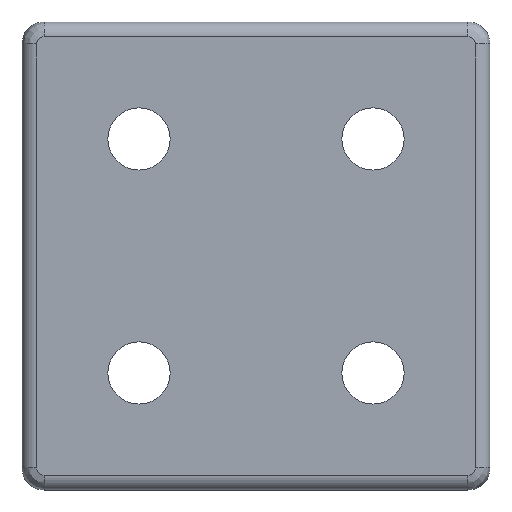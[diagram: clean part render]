
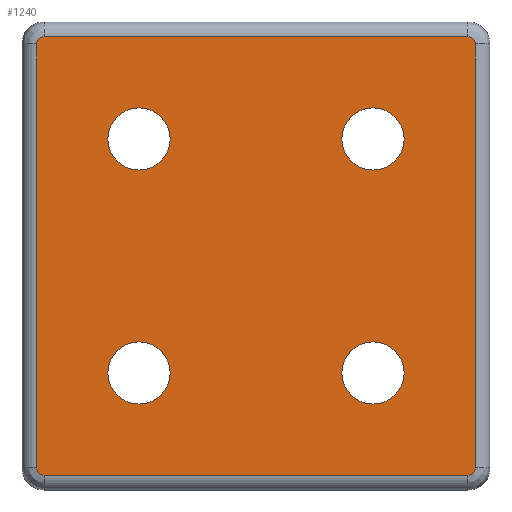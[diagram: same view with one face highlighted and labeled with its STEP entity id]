
A CAD part, top view. The second image highlights one B-rep face of the part: STEP entity #1240.
In plain terms, the highlighted planar face has unit normal (0, 0, 1).
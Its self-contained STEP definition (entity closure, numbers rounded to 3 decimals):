
#130=CARTESIAN_POINT('',(0.5,0.367,0.125));
#131=VERTEX_POINT('',#130);
#140=CARTESIAN_POINT('',(0.5,0.633,0.125));
#141=VERTEX_POINT('',#140);
#142=CARTESIAN_POINT('',(0.5,0.5,0.125));
#143=DIRECTION('',(0.0,0.0,-1.0));
#144=DIRECTION('',(0.0,-1.0,0.0));
#145=AXIS2_PLACEMENT_3D('',#142,#143,#144);
#146=CIRCLE('',#145,0.133);
#147=EDGE_CURVE('',#141,#131,#146,.T.);
#193=CARTESIAN_POINT('',(-0.5,0.367,0.125));
#194=VERTEX_POINT('',#193);
#203=CARTESIAN_POINT('',(-0.5,0.633,0.125));
#204=VERTEX_POINT('',#203);
#205=CARTESIAN_POINT('',(-0.5,0.5,0.125));
#206=DIRECTION('',(0.0,0.0,1.0));
#207=DIRECTION('',(0.0,-1.0,0.0));
#208=AXIS2_PLACEMENT_3D('',#205,#206,#207);
#209=CIRCLE('',#208,0.133);
#210=EDGE_CURVE('',#194,#204,#209,.T.);
#256=CARTESIAN_POINT('',(0.5,1.633,0.125));
#257=VERTEX_POINT('',#256);
#266=CARTESIAN_POINT('',(0.5,1.367,0.125));
#267=VERTEX_POINT('',#266);
#268=CARTESIAN_POINT('',(0.5,1.5,0.125));
#269=DIRECTION('',(0.0,0.0,1.0));
#270=DIRECTION('',(0.0,1.0,0.0));
#271=AXIS2_PLACEMENT_3D('',#268,#269,#270);
#272=CIRCLE('',#271,0.133);
#273=EDGE_CURVE('',#257,#267,#272,.T.);
#298=CARTESIAN_POINT('',(-0.5,1.633,0.125));
#299=VERTEX_POINT('',#298);
#308=CARTESIAN_POINT('',(-0.5,1.367,0.125));
#309=VERTEX_POINT('',#308);
#310=CARTESIAN_POINT('',(-0.5,1.5,0.125));
#311=DIRECTION('',(0.0,0.0,-1.0));
#312=DIRECTION('',(0.0,1.0,0.0));
#313=AXIS2_PLACEMENT_3D('',#310,#311,#312);
#314=CIRCLE('',#313,0.133);
#315=EDGE_CURVE('',#309,#299,#314,.T.);
#349=CARTESIAN_POINT('',(-0.5,1.5,0.125));
#350=DIRECTION('',(0.0,0.0,-1.0));
#351=DIRECTION('',(0.0,1.0,0.0));
#352=AXIS2_PLACEMENT_3D('',#349,#350,#351);
#353=CIRCLE('',#352,0.133);
#354=EDGE_CURVE('',#299,#309,#353,.T.);
#414=CARTESIAN_POINT('',(-0.937,1.906,0.125));
#415=VERTEX_POINT('',#414);
#423=CARTESIAN_POINT('',(-0.906,1.937,0.125));
#424=VERTEX_POINT('',#423);
#425=CARTESIAN_POINT('',(-0.906,1.906,0.125));
#426=DIRECTION('',(0.0,0.0,-1.0));
#427=DIRECTION('',(-0.707,0.707,0.0));
#428=AXIS2_PLACEMENT_3D('',#425,#426,#427);
#429=CIRCLE('',#428,0.031);
#430=EDGE_CURVE('',#415,#424,#429,.T.);
#518=CARTESIAN_POINT('',(0.5,1.5,0.125));
#519=DIRECTION('',(0.0,0.0,1.0));
#520=DIRECTION('',(0.0,1.0,0.0));
#521=AXIS2_PLACEMENT_3D('',#518,#519,#520);
#522=CIRCLE('',#521,0.133);
#523=EDGE_CURVE('',#267,#257,#522,.T.);
#563=CARTESIAN_POINT('',(0.906,1.937,0.125));
#564=VERTEX_POINT('',#563);
#565=CARTESIAN_POINT('',(-0.906,1.937,0.125));
#566=DIRECTION('',(1.0,0.0,0.0));
#567=VECTOR('',#566,1.812);
#568=LINE('',#565,#567);
#569=EDGE_CURVE('',#424,#564,#568,.T.);
#636=CARTESIAN_POINT('',(0.937,1.906,0.125));
#637=VERTEX_POINT('',#636);
#653=CARTESIAN_POINT('',(0.906,1.906,0.125));
#654=DIRECTION('',(0.0,0.0,1.0));
#655=DIRECTION('',(0.707,0.707,0.0));
#656=AXIS2_PLACEMENT_3D('',#653,#654,#655);
#657=CIRCLE('',#656,0.031);
#658=EDGE_CURVE('',#637,#564,#657,.T.);
#768=CARTESIAN_POINT('',(-0.5,0.5,0.125));
#769=DIRECTION('',(0.0,0.0,1.0));
#770=DIRECTION('',(0.0,-1.0,0.0));
#771=AXIS2_PLACEMENT_3D('',#768,#769,#770);
#772=CIRCLE('',#771,0.133);
#773=EDGE_CURVE('',#204,#194,#772,.T.);
#833=CARTESIAN_POINT('',(-0.937,0.094,0.125));
#834=VERTEX_POINT('',#833);
#851=CARTESIAN_POINT('',(-0.906,0.063,0.125));
#852=VERTEX_POINT('',#851);
#860=CARTESIAN_POINT('',(-0.906,0.094,0.125));
#861=DIRECTION('',(0.0,0.0,1.0));
#862=DIRECTION('',(-0.707,-0.707,0.0));
#863=AXIS2_PLACEMENT_3D('',#860,#861,#862);
#864=CIRCLE('',#863,0.031);
#865=EDGE_CURVE('',#834,#852,#864,.T.);
#896=CARTESIAN_POINT('',(-0.937,0.094,0.125));
#897=DIRECTION('',(0.0,1.0,0.0));
#898=VECTOR('',#897,1.812);
#899=LINE('',#896,#898);
#900=EDGE_CURVE('',#834,#415,#899,.T.);
#997=CARTESIAN_POINT('',(0.5,0.5,0.125));
#998=DIRECTION('',(0.0,0.0,-1.0));
#999=DIRECTION('',(0.0,-1.0,0.0));
#1000=AXIS2_PLACEMENT_3D('',#997,#998,#999);
#1001=CIRCLE('',#1000,0.133);
#1002=EDGE_CURVE('',#131,#141,#1001,.T.);
#1020=CARTESIAN_POINT('',(0.906,0.063,0.125));
#1021=VERTEX_POINT('',#1020);
#1029=CARTESIAN_POINT('',(-0.906,0.063,0.125));
#1030=DIRECTION('',(1.0,0.0,0.0));
#1031=VECTOR('',#1030,1.812);
#1032=LINE('',#1029,#1031);
#1033=EDGE_CURVE('',#852,#1021,#1032,.T.);
#1094=CARTESIAN_POINT('',(0.937,0.094,0.125));
#1095=VERTEX_POINT('',#1094);
#1103=CARTESIAN_POINT('',(0.906,0.094,0.125));
#1104=DIRECTION('',(0.0,0.0,-1.0));
#1105=DIRECTION('',(0.707,-0.707,0.0));
#1106=AXIS2_PLACEMENT_3D('',#1103,#1104,#1105);
#1107=CIRCLE('',#1106,0.031);
#1108=EDGE_CURVE('',#1095,#1021,#1107,.T.);
#1133=CARTESIAN_POINT('',(0.937,0.094,0.125));
#1134=DIRECTION('',(0.0,1.0,0.0));
#1135=VECTOR('',#1134,1.812);
#1136=LINE('',#1133,#1135);
#1137=EDGE_CURVE('',#1095,#637,#1136,.T.);
#1209=CARTESIAN_POINT('',(0.,0.,0.125));
#1210=DIRECTION('',(0.0,0.0,-1.0));
#1211=DIRECTION('',(1.0,0.0,0.0));
#1212=AXIS2_PLACEMENT_3D('',#1209,#1210,#1211);
#1213=PLANE('',#1212);
#1214=ORIENTED_EDGE('',*,*,#1137,.T.);
#1215=ORIENTED_EDGE('',*,*,#658,.T.);
#1216=ORIENTED_EDGE('',*,*,#569,.F.);
#1217=ORIENTED_EDGE('',*,*,#430,.F.);
#1218=ORIENTED_EDGE('',*,*,#900,.F.);
#1219=ORIENTED_EDGE('',*,*,#865,.T.);
#1220=ORIENTED_EDGE('',*,*,#1033,.T.);
#1221=ORIENTED_EDGE('',*,*,#1108,.F.);
#1222=EDGE_LOOP('',(#1214,#1215,#1216,#1217,#1218,#1219,#1220,#1221));
#1223=FACE_OUTER_BOUND('',#1222,.T.);
#1224=ORIENTED_EDGE('',*,*,#273,.F.);
#1225=ORIENTED_EDGE('',*,*,#523,.F.);
#1226=EDGE_LOOP('',(#1224,#1225));
#1227=FACE_BOUND('',#1226,.T.);
#1228=ORIENTED_EDGE('',*,*,#354,.T.);
#1229=ORIENTED_EDGE('',*,*,#315,.T.);
#1230=EDGE_LOOP('',(#1228,#1229));
#1231=FACE_BOUND('',#1230,.T.);
#1232=ORIENTED_EDGE('',*,*,#210,.F.);
#1233=ORIENTED_EDGE('',*,*,#773,.F.);
#1234=EDGE_LOOP('',(#1232,#1233));
#1235=FACE_BOUND('',#1234,.T.);
#1236=ORIENTED_EDGE('',*,*,#1002,.T.);
#1237=ORIENTED_EDGE('',*,*,#147,.T.);
#1238=EDGE_LOOP('',(#1236,#1237));
#1239=FACE_BOUND('',#1238,.T.);
#1240=ADVANCED_FACE('',(#1223,#1227,#1231,#1235,#1239),#1213,.F.);
